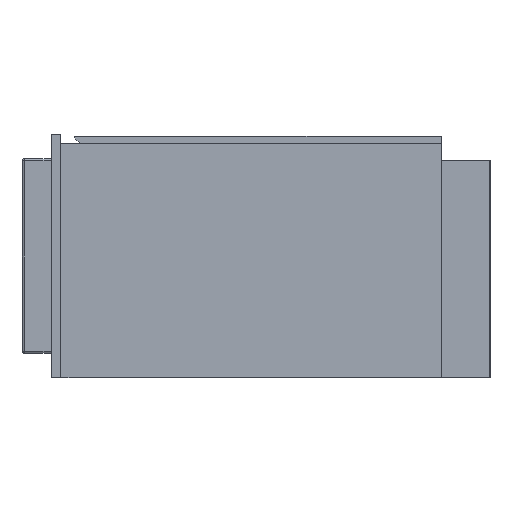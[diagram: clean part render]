
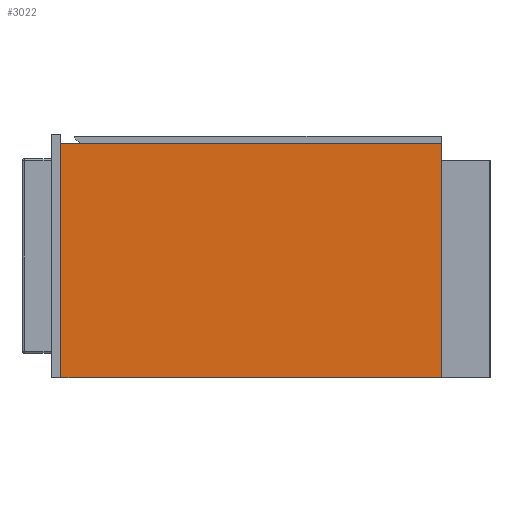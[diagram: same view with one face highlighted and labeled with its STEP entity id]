
A CAD part, left-side view. The second image highlights one B-rep face of the part: STEP entity #3022.
In plain terms, the highlighted planar face has unit normal (-1, 0, 0).
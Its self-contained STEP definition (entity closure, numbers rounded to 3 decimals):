
#120 = AXIS2_PLACEMENT_3D ( 'NONE', #4352, #1312, #5330 ) ;
#182 = CARTESIAN_POINT ( 'NONE',  ( -594., -390., 480. ) ) ;
#434 = VECTOR ( 'NONE', #3731, 1000. ) ;
#729 = CARTESIAN_POINT ( 'NONE',  ( -594., 390., 0. ) ) ;
#1312 = DIRECTION ( 'NONE',  ( -1., 0., 0. ) ) ;
#1455 = ORIENTED_EDGE ( 'NONE', *, *, #5841, .F. ) ;
#1698 = DIRECTION ( 'NONE',  ( 0., 1., 0. ) ) ;
#1777 = DIRECTION ( 'NONE',  ( 0., 1., 0. ) ) ;
#1823 = PLANE ( 'NONE',  #120 ) ;
#1946 = ORIENTED_EDGE ( 'NONE', *, *, #5758, .F. ) ;
#2102 = VECTOR ( 'NONE', #1698, 1000. ) ;
#2160 = CARTESIAN_POINT ( 'NONE',  ( -594., 390., 480. ) ) ;
#2599 = LINE ( 'NONE', #729, #4193 ) ;
#3022 = ADVANCED_FACE ( 'NONE', ( #4296 ), #1823, .T. ) ;
#3027 = VERTEX_POINT ( 'NONE', #3879 ) ;
#3074 = LINE ( 'NONE', #2160, #2102 ) ;
#3087 = DIRECTION ( 'NONE',  ( 0., 0., -1. ) ) ;
#3177 = VECTOR ( 'NONE', #3087, 1000. ) ;
#3510 = EDGE_CURVE ( 'NONE', #4211, #3027, #3642, .T. ) ;
#3598 = VERTEX_POINT ( 'NONE', #182 ) ;
#3642 = LINE ( 'NONE', #5083, #3177 ) ;
#3731 = DIRECTION ( 'NONE',  ( 0., 0., -1. ) ) ;
#3847 = ORIENTED_EDGE ( 'NONE', *, *, #3510, .T. ) ;
#3879 = CARTESIAN_POINT ( 'NONE',  ( -594., 390., 0. ) ) ;
#4193 = VECTOR ( 'NONE', #1777, 1000. ) ;
#4211 = VERTEX_POINT ( 'NONE', #5310 ) ;
#4296 = FACE_OUTER_BOUND ( 'NONE', #5331, .T. ) ;
#4352 = CARTESIAN_POINT ( 'NONE',  ( -594., 390., 480. ) ) ;
#4649 = EDGE_CURVE ( 'NONE', #3598, #4211, #3074, .T. ) ;
#4781 = CARTESIAN_POINT ( 'NONE',  ( -594., -390., 480. ) ) ;
#5083 = CARTESIAN_POINT ( 'NONE',  ( -594., 390., 480. ) ) ;
#5310 = CARTESIAN_POINT ( 'NONE',  ( -594., 390., 480. ) ) ;
#5330 = DIRECTION ( 'NONE',  ( 0., -1., 0. ) ) ;
#5331 = EDGE_LOOP ( 'NONE', ( #1455, #1946, #6333, #3847 ) ) ;
#5758 = EDGE_CURVE ( 'NONE', #3598, #5823, #5860, .T. ) ;
#5779 = CARTESIAN_POINT ( 'NONE',  ( -594., -390., 0. ) ) ;
#5823 = VERTEX_POINT ( 'NONE', #5779 ) ;
#5841 = EDGE_CURVE ( 'NONE', #5823, #3027, #2599, .T. ) ;
#5860 = LINE ( 'NONE', #4781, #434 ) ;
#6333 = ORIENTED_EDGE ( 'NONE', *, *, #4649, .T. ) ;
